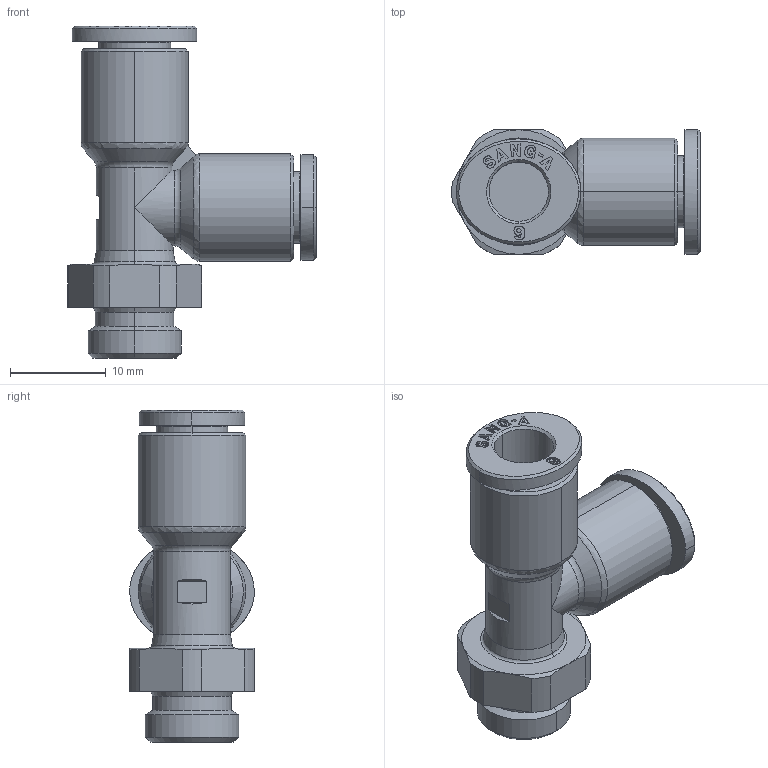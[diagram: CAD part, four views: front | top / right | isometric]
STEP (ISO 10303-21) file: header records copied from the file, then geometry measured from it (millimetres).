
FILE_DESCRIPTION (( 'STEP AP214' ), '1' );
FILE_NAME ('PST06-G01.stp', '2015-10-14T07:58:19', ( '' ), ( '' ), 'SwSTEP 2.0', 'SolidWorks 2015', '' );
FILE_SCHEMA (( 'AUTOMOTIVE_DESIGN' ));
Length unit declared in the file: millimetre
Products named in the file (2): ｦ+ﾃｦ1; PST06-G01
Assembly tree (1 placements, depth 2):
  PST06-G01
    ｦ+ﾃｦ1
Bounding box: 25.94 x 13 x 34.65 mm (x, y, z)
Volume: 3156.1 mm3; surface area: 3040.2 mm2
Topology: 1 solids, 1 shells, 504 faces, 1379 edges, 906 vertices
Faces by surface type: plane 352, bspline 68, cylinder 48, cone 31, torus 5
Entity records: 19017 total; most frequent: CARTESIAN_POINT 5949, ORIENTED_EDGE 2754, DIRECTION 2210, EDGE_CURVE 1377, LINE 1052, VECTOR 1052, VERTEX_POINT 906, AXIS2_PLACEMENT_3D 579
